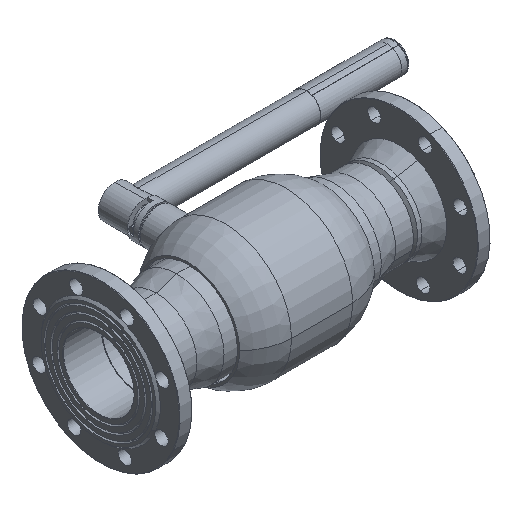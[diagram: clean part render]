
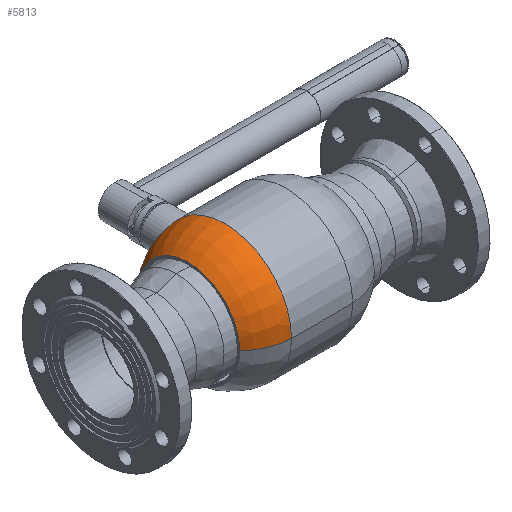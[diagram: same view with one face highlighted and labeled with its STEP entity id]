
A CAD part, isometric view. The second image highlights one B-rep face of the part: STEP entity #5813.
In plain terms, the highlighted toroidal (fillet/blend) face has major radius 9.151 mm and minor radius 80.945 mm.
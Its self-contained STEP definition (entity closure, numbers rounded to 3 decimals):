
#97 = CIRCLE ( 'NONE', #11302, 90. ) ;
#231 = EDGE_CURVE ( 'NONE', #7254, #12079, #12787, .T. ) ;
#444 = DIRECTION ( 'NONE',  ( 0., 0., 1. ) ) ;
#528 = EDGE_CURVE ( 'NONE', #12079, #13507, #9977, .T. ) ;
#733 = TOROIDAL_SURFACE ( 'NONE', #6995, 9.151, 80.945 ) ;
#749 = DIRECTION ( 'NONE',  ( 0., -1., 0. ) ) ;
#1057 = DIRECTION ( 'NONE',  ( -1., 0., 0. ) ) ;
#1206 = EDGE_CURVE ( 'NONE', #9672, #13507, #6386, .T. ) ;
#1577 = CARTESIAN_POINT ( 'NONE',  ( -91.5, 69.5, 0. ) ) ;
#1869 = CARTESIAN_POINT ( 'NONE',  ( -91.5, 0., 0. ) ) ;
#2534 = DIRECTION ( 'NONE',  ( -1., 0., 0. ) ) ;
#3308 = DIRECTION ( 'NONE',  ( 0., 0., -1. ) ) ;
#5813 = ADVANCED_FACE ( 'NONE', ( #8837 ), #733, .T. ) ;
#6013 = DIRECTION ( 'NONE',  ( -1., 0., 0. ) ) ;
#6166 = CARTESIAN_POINT ( 'NONE',  ( -41.5, -90., 0. ) ) ;
#6350 = ORIENTED_EDGE ( 'NONE', *, *, #231, .F. ) ;
#6386 = CIRCLE ( 'NONE', #8386, 80.945 ) ;
#6732 = DIRECTION ( 'NONE',  ( 0., -1., 0. ) ) ;
#6753 = AXIS2_PLACEMENT_3D ( 'NONE', #9827, #3308, #1057 ) ;
#6995 = AXIS2_PLACEMENT_3D ( 'NONE', #10020, #13107, #6732 ) ;
#7254 = VERTEX_POINT ( 'NONE', #6166 ) ;
#7410 = ORIENTED_EDGE ( 'NONE', *, *, #1206, .T. ) ;
#7829 = CARTESIAN_POINT ( 'NONE',  ( -41.5, 90., 0. ) ) ;
#8140 = ORIENTED_EDGE ( 'NONE', *, *, #8621, .T. ) ;
#8386 = AXIS2_PLACEMENT_3D ( 'NONE', #10054, #444, #13141 ) ;
#8621 = EDGE_CURVE ( 'NONE', #7254, #9672, #97, .T. ) ;
#8776 = DIRECTION ( 'NONE',  ( 0., -1., 0. ) ) ;
#8837 = FACE_OUTER_BOUND ( 'NONE', #11370, .T. ) ;
#9672 = VERTEX_POINT ( 'NONE', #7829 ) ;
#9827 = CARTESIAN_POINT ( 'NONE',  ( -37.555, -9.151, 0. ) ) ;
#9977 = CIRCLE ( 'NONE', #13542, 69.5 ) ;
#10020 = CARTESIAN_POINT ( 'NONE',  ( -37.555, 0., 0. ) ) ;
#10054 = CARTESIAN_POINT ( 'NONE',  ( -37.555, 9.151, 0. ) ) ;
#10099 = CARTESIAN_POINT ( 'NONE',  ( -41.5, 0., 0. ) ) ;
#10252 = CARTESIAN_POINT ( 'NONE',  ( -91.5, -69.5, 0. ) ) ;
#11302 = AXIS2_PLACEMENT_3D ( 'NONE', #10099, #2534, #8776 ) ;
#11370 = EDGE_LOOP ( 'NONE', ( #8140, #7410, #11647, #6350 ) ) ;
#11647 = ORIENTED_EDGE ( 'NONE', *, *, #528, .F. ) ;
#12079 = VERTEX_POINT ( 'NONE', #10252 ) ;
#12787 = CIRCLE ( 'NONE', #6753, 80.945 ) ;
#13107 = DIRECTION ( 'NONE',  ( -1., 0., 0. ) ) ;
#13141 = DIRECTION ( 'NONE',  ( 0., -1., 0. ) ) ;
#13507 = VERTEX_POINT ( 'NONE', #1577 ) ;
#13542 = AXIS2_PLACEMENT_3D ( 'NONE', #1869, #6013, #749 ) ;
